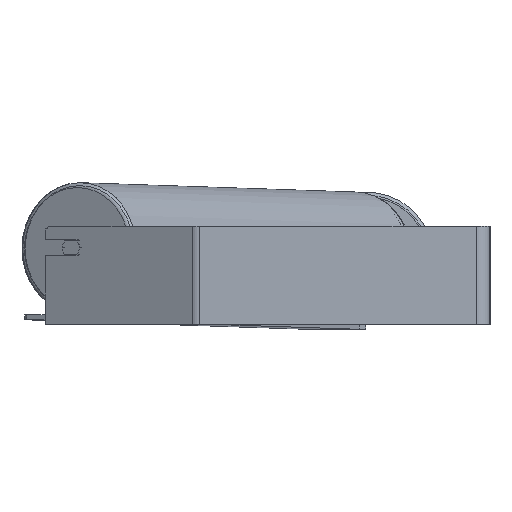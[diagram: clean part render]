
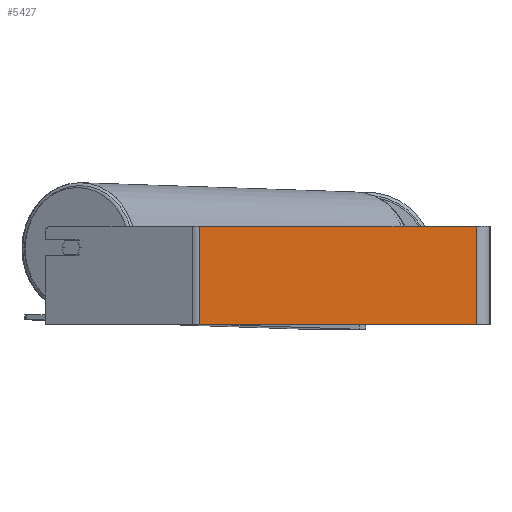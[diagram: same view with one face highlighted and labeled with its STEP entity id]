
A CAD part, left-side view. The second image highlights one B-rep face of the part: STEP entity #5427.
In plain terms, the highlighted planar face has unit normal (-1, 0, 0).
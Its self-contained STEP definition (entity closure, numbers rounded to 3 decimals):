
#225 = CARTESIAN_POINT ( 'NONE',  ( -900., 295.75, -50. ) ) ;
#579 = CARTESIAN_POINT ( 'NONE',  ( -900., 295.75, 50. ) ) ;
#1188 = LINE ( 'NONE', #6387, #8983 ) ;
#1365 = LINE ( 'NONE', #5665, #7352 ) ;
#1532 = EDGE_CURVE ( 'NONE', #6384, #2397, #1365, .T. ) ;
#1823 = LINE ( 'NONE', #4703, #9118 ) ;
#1919 = DIRECTION ( 'NONE',  ( 0., 0., -1. ) ) ;
#1992 = CARTESIAN_POINT ( 'NONE',  ( -900., 295.75, 50. ) ) ;
#2006 = ORIENTED_EDGE ( 'NONE', *, *, #7546, .F. ) ;
#2397 = VERTEX_POINT ( 'NONE', #4975 ) ;
#2664 = CARTESIAN_POINT ( 'NONE',  ( -900., 299.502, 50. ) ) ;
#3408 = LINE ( 'NONE', #1992, #7123 ) ;
#3474 = FACE_OUTER_BOUND ( 'NONE', #9307, .T. ) ;
#3864 = EDGE_CURVE ( 'NONE', #9352, #6384, #3408, .T. ) ;
#4703 = CARTESIAN_POINT ( 'NONE',  ( -900., 14., 50. ) ) ;
#4975 = CARTESIAN_POINT ( 'NONE',  ( -900., 14., -50. ) ) ;
#5427 = ADVANCED_FACE ( 'NONE', ( #3474 ), #6247, .F. ) ;
#5476 = DIRECTION ( 'NONE',  ( 0., 0., -1. ) ) ;
#5538 = DIRECTION ( 'NONE',  ( 0., -1., 0. ) ) ;
#5545 = DIRECTION ( 'NONE',  ( 1., 0., 0. ) ) ;
#5665 = CARTESIAN_POINT ( 'NONE',  ( -900., 299.502, -50. ) ) ;
#6247 = PLANE ( 'NONE',  #8363 ) ;
#6384 = VERTEX_POINT ( 'NONE', #225 ) ;
#6387 = CARTESIAN_POINT ( 'NONE',  ( -900., 299.502, 50. ) ) ;
#6709 = ORIENTED_EDGE ( 'NONE', *, *, #6856, .F. ) ;
#6711 = ORIENTED_EDGE ( 'NONE', *, *, #1532, .T. ) ;
#6856 = EDGE_CURVE ( 'NONE', #9352, #8120, #1188, .T. ) ;
#7094 = DIRECTION ( 'NONE',  ( 0., -1., 0. ) ) ;
#7123 = VECTOR ( 'NONE', #5476, 1000. ) ;
#7352 = VECTOR ( 'NONE', #7094, 1000. ) ;
#7424 = ORIENTED_EDGE ( 'NONE', *, *, #3864, .T. ) ;
#7546 = EDGE_CURVE ( 'NONE', #8120, #2397, #1823, .T. ) ;
#7607 = DIRECTION ( 'NONE',  ( 0., 0., -1. ) ) ;
#8120 = VERTEX_POINT ( 'NONE', #8160 ) ;
#8160 = CARTESIAN_POINT ( 'NONE',  ( -900., 14., 50. ) ) ;
#8363 = AXIS2_PLACEMENT_3D ( 'NONE', #2664, #5545, #1919 ) ;
#8983 = VECTOR ( 'NONE', #5538, 1000. ) ;
#9118 = VECTOR ( 'NONE', #7607, 1000. ) ;
#9307 = EDGE_LOOP ( 'NONE', ( #6711, #2006, #6709, #7424 ) ) ;
#9352 = VERTEX_POINT ( 'NONE', #579 ) ;
